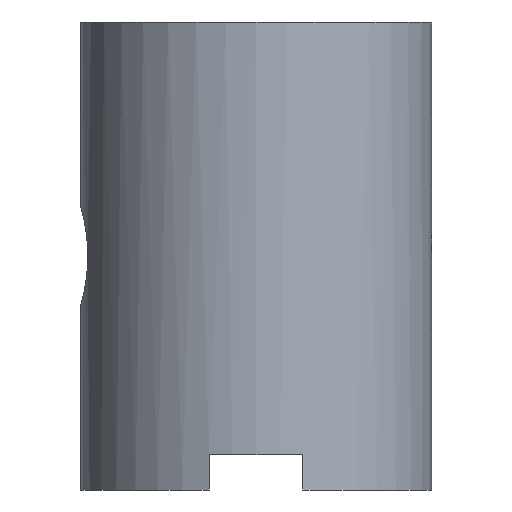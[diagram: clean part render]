
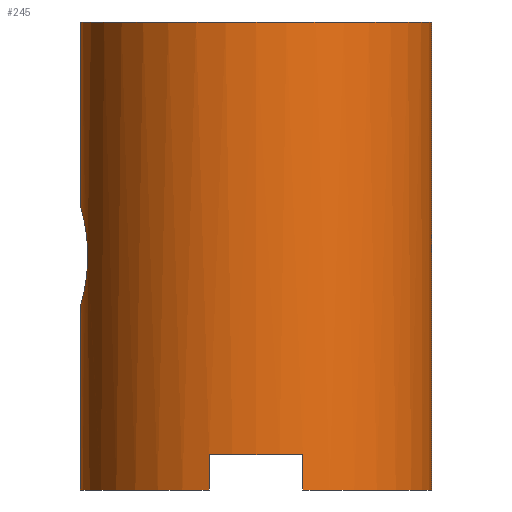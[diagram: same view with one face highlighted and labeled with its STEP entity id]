
A CAD part, front view. The second image highlights one B-rep face of the part: STEP entity #245.
In plain terms, the highlighted cylindrical face has radius 7.5 mm (diameter 15 mm), a partial arc.
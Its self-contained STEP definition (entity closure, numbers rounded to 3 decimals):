
#40=CARTESIAN_POINT('Vertex',(-7.264,-1.865,11.019)) ;
#46=CARTESIAN_POINT('Control Point',(-7.264,-1.865,11.019)) ;
#47=CARTESIAN_POINT('Control Point',(-7.334,-1.593,11.517)) ;
#48=CARTESIAN_POINT('Control Point',(-7.438,-1.145,11.917)) ;
#49=CARTESIAN_POINT('Control Point',(-7.5,-0.572,12.125)) ;
#50=CARTESIAN_POINT('Control Point',(-7.5,0.,12.125)) ;
#51=CARTESIAN_POINT('Vertex',(-7.5,0.,12.125)) ;
#116=CARTESIAN_POINT('Vertex',(-7.5,0.,7.875)) ;
#120=CARTESIAN_POINT('Control Point',(-7.264,-1.865,11.019)) ;
#121=CARTESIAN_POINT('Control Point',(-7.214,-2.06,10.662)) ;
#122=CARTESIAN_POINT('Control Point',(-7.179,-2.17,10.257)) ;
#123=CARTESIAN_POINT('Control Point',(-7.176,-2.179,9.828)) ;
#124=CARTESIAN_POINT('Control Point',(-7.243,-1.974,8.945)) ;
#125=CARTESIAN_POINT('Control Point',(-7.387,-1.368,8.271)) ;
#126=CARTESIAN_POINT('Control Point',(-7.462,-0.949,8.007)) ;
#127=CARTESIAN_POINT('Control Point',(-7.5,-0.475,7.875)) ;
#128=CARTESIAN_POINT('Control Point',(-7.5,0.,7.875)) ;
#166=CARTESIAN_POINT('Axis2P3D Location',(0.,0.,10.)) ;
#171=CARTESIAN_POINT('Line Origine',(-7.5,0.,10.)) ;
#175=CARTESIAN_POINT('Vertex',(-7.5,0.,0.)) ;
#178=CARTESIAN_POINT('Axis2P3D Location',(0.,0.,0.)) ;
#182=CARTESIAN_POINT('Vertex',(-2.,-7.228,0.)) ;
#185=CARTESIAN_POINT('Line Origine',(-2.,-7.228,10.)) ;
#189=CARTESIAN_POINT('Vertex',(-2.,-7.228,1.5)) ;
#192=CARTESIAN_POINT('Axis2P3D Location',(0.,0.,1.5)) ;
#196=CARTESIAN_POINT('Vertex',(2.,-7.228,1.5)) ;
#199=CARTESIAN_POINT('Line Origine',(2.,-7.228,10.)) ;
#203=CARTESIAN_POINT('Vertex',(2.,-7.228,0.)) ;
#206=CARTESIAN_POINT('Axis2P3D Location',(0.,0.,0.)) ;
#210=CARTESIAN_POINT('Vertex',(7.5,0.,0.)) ;
#213=CARTESIAN_POINT('Line Origine',(7.5,0.,10.)) ;
#217=CARTESIAN_POINT('Vertex',(7.5,0.,20.)) ;
#220=CARTESIAN_POINT('Axis2P3D Location',(0.,0.,20.)) ;
#224=CARTESIAN_POINT('Vertex',(-7.5,0.,20.)) ;
#227=CARTESIAN_POINT('Line Origine',(-7.5,0.,10.)) ;
#173=VECTOR('Line Direction',#172,1.) ;
#187=VECTOR('Line Direction',#186,1.) ;
#201=VECTOR('Line Direction',#200,1.) ;
#215=VECTOR('Line Direction',#214,1.) ;
#229=VECTOR('Line Direction',#228,1.) ;
#167=DIRECTION('Axis2P3D Direction',(0.,0.,1.)) ;
#168=DIRECTION('Axis2P3D XDirection',(1.,0.,0.)) ;
#172=DIRECTION('Vector Direction',(0.,0.,1.)) ;
#179=DIRECTION('Axis2P3D Direction',(0.,0.,1.)) ;
#186=DIRECTION('Vector Direction',(0.,0.,1.)) ;
#193=DIRECTION('Axis2P3D Direction',(0.,0.,1.)) ;
#200=DIRECTION('Vector Direction',(0.,0.,1.)) ;
#207=DIRECTION('Axis2P3D Direction',(0.,0.,1.)) ;
#214=DIRECTION('Vector Direction',(0.,0.,1.)) ;
#221=DIRECTION('Axis2P3D Direction',(0.,0.,1.)) ;
#228=DIRECTION('Vector Direction',(0.,0.,1.)) ;
#169=AXIS2_PLACEMENT_3D('Cylinder Axis2P3D',#166,#167,#168) ;
#180=AXIS2_PLACEMENT_3D('Circle Axis2P3D',#178,#179,$) ;
#194=AXIS2_PLACEMENT_3D('Circle Axis2P3D',#192,#193,$) ;
#208=AXIS2_PLACEMENT_3D('Circle Axis2P3D',#206,#207,$) ;
#222=AXIS2_PLACEMENT_3D('Circle Axis2P3D',#220,#221,$) ;
#174=LINE('Line',#171,#173) ;
#188=LINE('Line',#185,#187) ;
#202=LINE('Line',#199,#201) ;
#216=LINE('Line',#213,#215) ;
#230=LINE('Line',#227,#229) ;
#181=CIRCLE('generated circle',#180,7.5) ;
#195=CIRCLE('generated circle',#194,7.5) ;
#209=CIRCLE('generated circle',#208,7.5) ;
#223=CIRCLE('generated circle',#222,7.5) ;
#170=CYLINDRICAL_SURFACE('generated cylinder',#169,7.5) ;
#53=EDGE_CURVE('',#41,#52,#45,.T.) ;
#129=EDGE_CURVE('',#41,#117,#119,.T.) ;
#177=EDGE_CURVE('',#176,#117,#174,.T.) ;
#184=EDGE_CURVE('',#176,#183,#181,.T.) ;
#191=EDGE_CURVE('',#183,#190,#188,.T.) ;
#198=EDGE_CURVE('',#190,#197,#195,.T.) ;
#205=EDGE_CURVE('',#204,#197,#202,.T.) ;
#212=EDGE_CURVE('',#204,#211,#209,.T.) ;
#219=EDGE_CURVE('',#211,#218,#216,.T.) ;
#226=EDGE_CURVE('',#225,#218,#223,.T.) ;
#231=EDGE_CURVE('',#52,#225,#230,.T.) ;
#233=ORIENTED_EDGE('',*,*,#177,.F.) ;
#234=ORIENTED_EDGE('',*,*,#184,.T.) ;
#235=ORIENTED_EDGE('',*,*,#191,.T.) ;
#236=ORIENTED_EDGE('',*,*,#198,.T.) ;
#237=ORIENTED_EDGE('',*,*,#205,.F.) ;
#238=ORIENTED_EDGE('',*,*,#212,.T.) ;
#239=ORIENTED_EDGE('',*,*,#219,.T.) ;
#240=ORIENTED_EDGE('',*,*,#226,.F.) ;
#241=ORIENTED_EDGE('',*,*,#231,.F.) ;
#242=ORIENTED_EDGE('',*,*,#53,.F.) ;
#243=ORIENTED_EDGE('',*,*,#129,.T.) ;
#232=EDGE_LOOP('',(#233,#234,#235,#236,#237,#238,#239,#240,#241,#242,#243)) ;
#41=VERTEX_POINT('',#40) ;
#52=VERTEX_POINT('',#51) ;
#117=VERTEX_POINT('',#116) ;
#176=VERTEX_POINT('',#175) ;
#183=VERTEX_POINT('',#182) ;
#190=VERTEX_POINT('',#189) ;
#197=VERTEX_POINT('',#196) ;
#204=VERTEX_POINT('',#203) ;
#211=VERTEX_POINT('',#210) ;
#218=VERTEX_POINT('',#217) ;
#225=VERTEX_POINT('',#224) ;
#245=ADVANCED_FACE('PartBody',(#244),#170,.T.) ;
#45=B_SPLINE_CURVE_WITH_KNOTS('',4,(#46,#47,#48,#49,#50),.UNSPECIFIED.,.F.,.U.,(5,5),(0.,3.238),.UNSPECIFIED.) ;
#119=B_SPLINE_CURVE_WITH_KNOTS('',5,(#120,#121,#122,#123,#124,#125,#126,#127,#128),.UNSPECIFIED.,.F.,.U.,(6,3,6),(0.,2.896,6.252),.UNSPECIFIED.) ;
#244=FACE_OUTER_BOUND('',#232,.T.) ;
